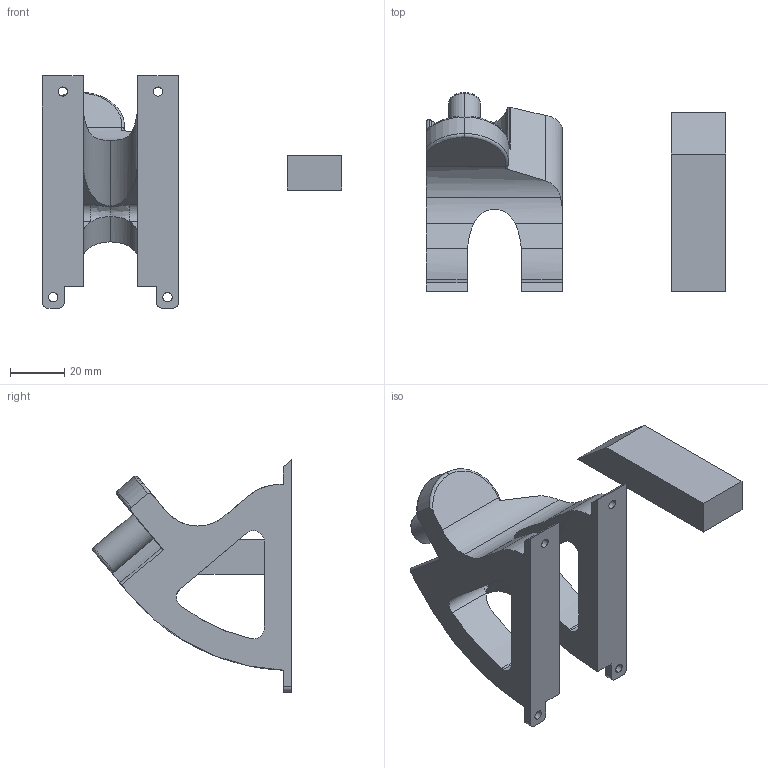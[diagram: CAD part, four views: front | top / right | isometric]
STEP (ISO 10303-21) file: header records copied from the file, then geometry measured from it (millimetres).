
FILE_DESCRIPTION (( 'STEP AP203' ), '1' );
FILE_NAME ('05_rollmount right_50°_timingbelt_v2.step', '2020-03-31T11:57:14', ( '' ), ( '' ), 'SwSTEP 2.0', 'SolidWorks 2019', '' );
FILE_SCHEMA (( 'CONFIG_CONTROL_DESIGN' ));
Length unit declared in the file: millimetre
Products named in the file (1): 05_rollmount right_50°_timingbelt_v2
Bounding box: 110 x 73.09 x 85.37 mm (x, y, z)
Volume: 94917.6 mm3; surface area: 27379.9 mm2
Topology: 2 solids, 2 shells, 103 faces, 279 edges, 183 vertices
Faces by surface type: cylinder 52, plane 42, torus 6, bspline 3
Entity records: 3716 total; most frequent: CARTESIAN_POINT 987, DIRECTION 561, ORIENTED_EDGE 558, EDGE_CURVE 279, AXIS2_PLACEMENT_3D 210, VERTEX_POINT 183, VECTOR 141, LINE 141
